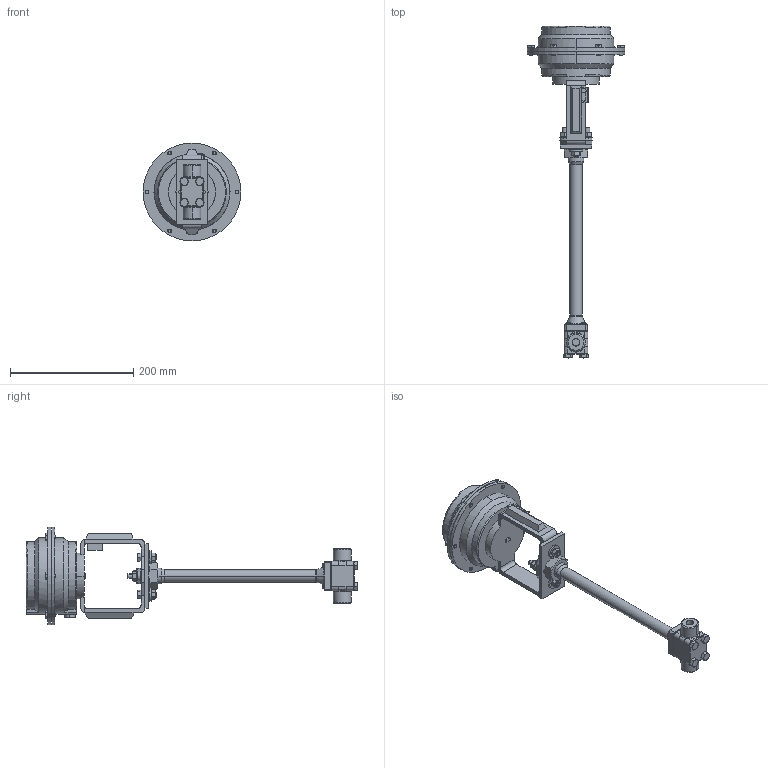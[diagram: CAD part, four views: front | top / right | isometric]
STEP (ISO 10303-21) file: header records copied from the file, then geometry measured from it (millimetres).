
FILE_DESCRIPTION (( 'STEP AP203' ), '1' );
FILE_NAME ('708CR-025-S6-PT-14M.step', '2017-09-15T14:10:44', ( '' ), ( '' ), 'SwSTEP 2.0', 'SolidWorks 2014', '' );
FILE_SCHEMA (( 'CONFIG_CONTROL_DESIGN' ));
Length unit declared in the file: inch
Products named in the file (1): 708CR-025-S6-PT-14M
Bounding box: 158.75 x 538.72 x 158.75 mm (x, y, z)
Volume: 1419463.5 mm3; surface area: 158542.2 mm2
Topology: 1 solids, 1 shells, 731 faces, 1765 edges, 1092 vertices
Faces by surface type: plane 305, cone 175, cylinder 135, bspline 76, torus 40
Entity records: 29142 total; most frequent: CARTESIAN_POINT 12756, ORIENTED_EDGE 3530, DIRECTION 3154, EDGE_CURVE 1765, AXIS2_PLACEMENT_3D 1187, VERTEX_POINT 1092, EDGE_LOOP 801, VECTOR 780
